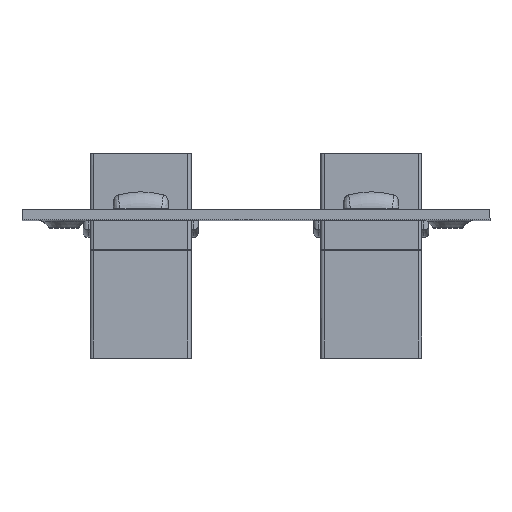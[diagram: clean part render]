
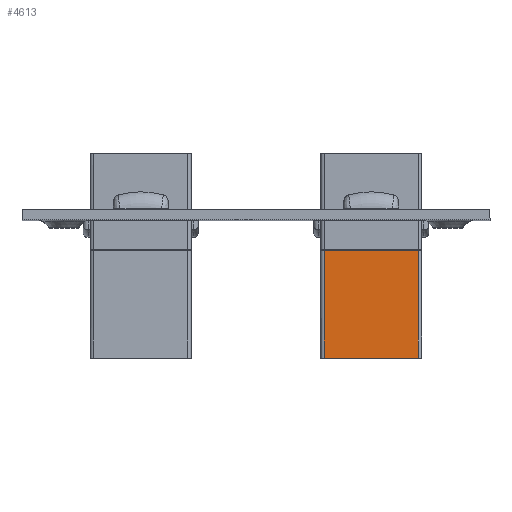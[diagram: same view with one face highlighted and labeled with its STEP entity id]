
A CAD part, top view. The second image highlights one B-rep face of the part: STEP entity #4613.
In plain terms, the highlighted face is planar.
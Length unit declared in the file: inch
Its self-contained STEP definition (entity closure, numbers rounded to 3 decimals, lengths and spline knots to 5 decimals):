
#458 = VECTOR ( 'NONE', #7598, 39.37008 ) ;
#1702 = ORIENTED_EDGE ( 'NONE', *, *, #5583, .F. ) ;
#1877 = ORIENTED_EDGE ( 'NONE', *, *, #4609, .T. ) ;
#2644 = CARTESIAN_POINT ( 'NONE',  ( -0.26969, -0.58661, -0.3189 ) ) ;
#3137 = ORIENTED_EDGE ( 'NONE', *, *, #10990, .T. ) ;
#3562 = VERTEX_POINT ( 'NONE', #7225 ) ;
#3749 = LINE ( 'NONE', #5125, #458 ) ;
#3934 = DIRECTION ( 'NONE',  ( -1., 0., 0. ) ) ;
#4609 = EDGE_CURVE ( 'NONE', #10210, #3562, #11123, .T. ) ;
#4613 = ADVANCED_FACE ( 'NONE', ( #14128 ), #10633, .F. ) ;
#5125 = CARTESIAN_POINT ( 'NONE',  ( 0.26969, 0.58661, -0.3189 ) ) ;
#5307 = AXIS2_PLACEMENT_3D ( 'NONE', #8081, #5939, #9344 ) ;
#5583 = EDGE_CURVE ( 'NONE', #13388, #3562, #5980, .T. ) ;
#5939 = DIRECTION ( 'NONE',  ( 0., 0., 1. ) ) ;
#5980 = LINE ( 'NONE', #13886, #15458 ) ;
#6206 = VERTEX_POINT ( 'NONE', #13322 ) ;
#7225 = CARTESIAN_POINT ( 'NONE',  ( -0.26969, 0.03168, -0.3189 ) ) ;
#7410 = LINE ( 'NONE', #12502, #13188 ) ;
#7598 = DIRECTION ( 'NONE',  ( 0., -1., 0. ) ) ;
#8011 = DIRECTION ( 'NONE',  ( 0., 1., 0. ) ) ;
#8081 = CARTESIAN_POINT ( 'NONE',  ( -0.28937, 0.58661, -0.3189 ) ) ;
#9344 = DIRECTION ( 'NONE',  ( 1., 0., 0. ) ) ;
#10210 = VERTEX_POINT ( 'NONE', #2644 ) ;
#10633 = PLANE ( 'NONE',  #5307 ) ;
#10947 = EDGE_CURVE ( 'NONE', #13388, #6206, #3749, .T. ) ;
#10990 = EDGE_CURVE ( 'NONE', #6206, #10210, #7410, .T. ) ;
#11123 = LINE ( 'NONE', #12243, #14527 ) ;
#11248 = CARTESIAN_POINT ( 'NONE',  ( 0.26969, 0.03168, -0.3189 ) ) ;
#11554 = EDGE_LOOP ( 'NONE', ( #3137, #1877, #1702, #14149 ) ) ;
#12243 = CARTESIAN_POINT ( 'NONE',  ( -0.26969, 0.58661, -0.3189 ) ) ;
#12502 = CARTESIAN_POINT ( 'NONE',  ( -0.28937, -0.58661, -0.3189 ) ) ;
#12970 = DIRECTION ( 'NONE',  ( -1., 0., 0. ) ) ;
#13188 = VECTOR ( 'NONE', #3934, 39.37008 ) ;
#13322 = CARTESIAN_POINT ( 'NONE',  ( 0.26969, -0.58661, -0.3189 ) ) ;
#13388 = VERTEX_POINT ( 'NONE', #11248 ) ;
#13886 = CARTESIAN_POINT ( 'NONE',  ( 0.278, 0.03168, -0.3189 ) ) ;
#14128 = FACE_OUTER_BOUND ( 'NONE', #11554, .T. ) ;
#14149 = ORIENTED_EDGE ( 'NONE', *, *, #10947, .T. ) ;
#14527 = VECTOR ( 'NONE', #8011, 39.37008 ) ;
#15458 = VECTOR ( 'NONE', #12970, 39.37008 ) ;
